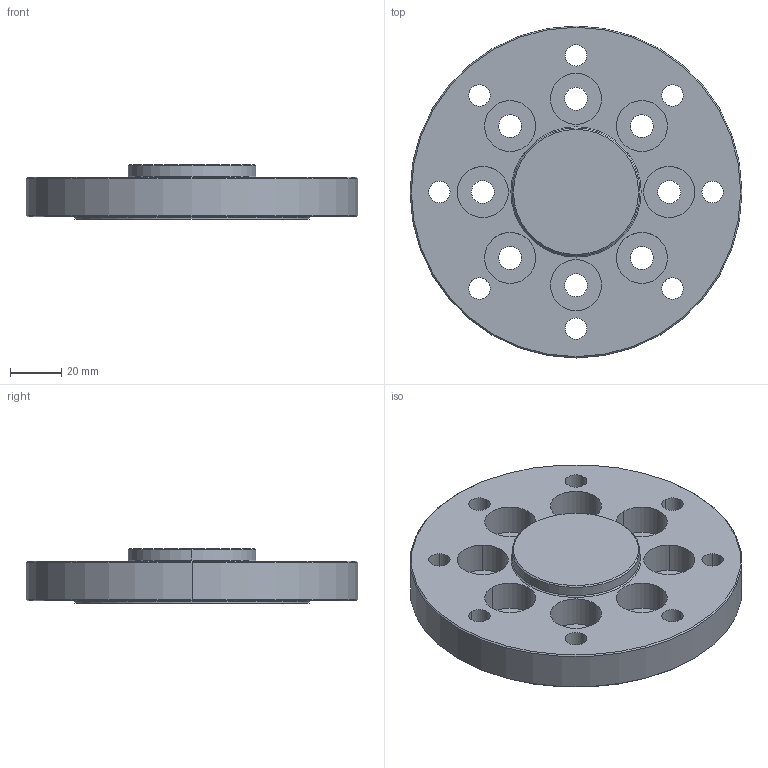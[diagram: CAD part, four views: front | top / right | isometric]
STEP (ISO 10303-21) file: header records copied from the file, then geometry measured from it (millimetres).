
FILE_DESCRIPTION(('CATIA V5 STEP','CAx-IF Rec.Pracs.--- Model Styling and Organization---1.4--- 2014-01-23','CAx-IF Rec.Pracs.--- Geometric and Assembly Validation Properties ---4.2---2014-10-09','CAx-IF Rec.Pracs.---3D Tessellated Data Validation Properties---0.5---2014-09-14'),'2;1');
FILE_NAME('CALE_PART_XU.stp','2023-04-19T10:16:39+00:00',('SAFRAN AIRCRAFT ENGINES'),('SAFRAN'),'CATIA Version 5-6 Release 2018 SP4 HF70','CATIA V5 STEP AP242','none');
FILE_SCHEMA(('AP242_MANAGED_MODEL_BASED_3D_ENGINEERING_MIM_LF {1 0 10303 442 1 1 4}'));
Length unit declared in the file: millimetre
Products named in the file (1): CALE_PART_XU
Bounding box: 130 x 130 x 21.5 mm (x, y, z)
Volume: 162841 mm3; surface area: 43619 mm2
Topology: 1 solids, 1 shells, 89 faces, 210 edges, 133 vertices
Faces by surface type: cylinder 58, cone 18, plane 13
Entity records: 2386 total; most frequent: ORIENTED_EDGE 416, CARTESIAN_POINT 398, DIRECTION 312, EDGE_CURVE 208, AXIS2_PLACEMENT_3D 185, EDGE_LOOP 133, VERTEX_POINT 133, CIRCLE 132
